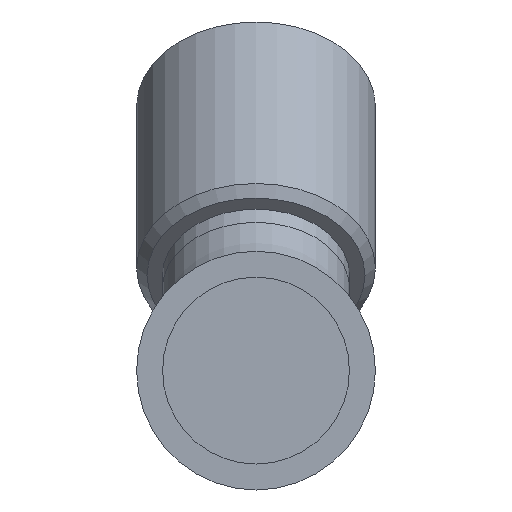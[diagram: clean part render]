
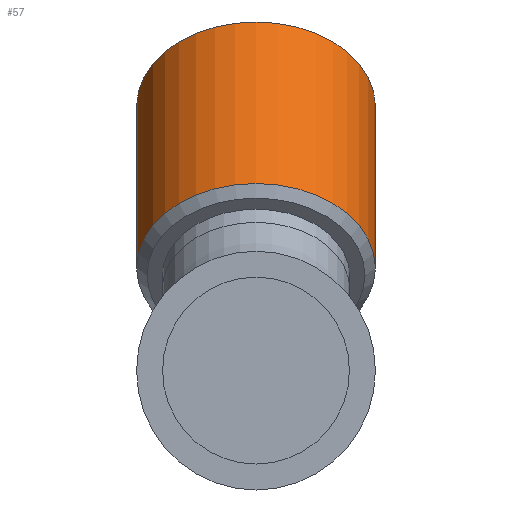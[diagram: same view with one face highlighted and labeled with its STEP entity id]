
A CAD part, front view. The second image highlights one B-rep face of the part: STEP entity #57.
In plain terms, the highlighted cylindrical face has radius 11.5 mm (diameter 23 mm), a full revolution.
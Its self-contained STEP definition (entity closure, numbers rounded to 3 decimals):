
#57 = ADVANCED_FACE( '', ( #120, #121 ), #122, .T. );
#120 = FACE_OUTER_BOUND( '', #185, .T. );
#121 = FACE_OUTER_BOUND( '', #186, .T. );
#122 = CYLINDRICAL_SURFACE( '', #187, 11.5 );
#185 = EDGE_LOOP( '', ( #262 ) );
#186 = EDGE_LOOP( '', ( #263 ) );
#187 = AXIS2_PLACEMENT_3D( '', #264, #265, #266 );
#262 = ORIENTED_EDGE( '', *, *, #316, .F. );
#263 = ORIENTED_EDGE( '', *, *, #301, .F. );
#264 = CARTESIAN_POINT( '', ( 0., 28.649, 17.465 ) );
#265 = DIRECTION( '', ( 0., -0.707, -0.707 ) );
#266 = DIRECTION( '', ( 0., 0.707, -0.707 ) );
#301 = EDGE_CURVE( '', #332, #332, #333, .T. );
#316 = EDGE_CURVE( '', #355, #355, #356, .F. );
#332 = VERTEX_POINT( '', #375 );
#333 = CIRCLE( '', #376, 11.5 );
#355 = VERTEX_POINT( '', #398 );
#356 = CIRCLE( '', #399, 11.5 );
#375 = CARTESIAN_POINT( '', ( 11.5, 36.628, 25.444 ) );
#376 = AXIS2_PLACEMENT_3D( '', #418, #419, #420 );
#398 = CARTESIAN_POINT( '', ( 0., 12.94, 18.02 ) );
#399 = AXIS2_PLACEMENT_3D( '', #442, #443, #444 );
#418 = CARTESIAN_POINT( '', ( 0., 36.628, 25.444 ) );
#419 = DIRECTION( '', ( 0., 0.707, 0.707 ) );
#420 = DIRECTION( '', ( 1., 0., 0. ) );
#442 = CARTESIAN_POINT( '', ( 0., 21.072, 9.888 ) );
#443 = DIRECTION( '', ( 0., 0.707, 0.707 ) );
#444 = DIRECTION( '', ( 0., -0.707, 0.707 ) );
